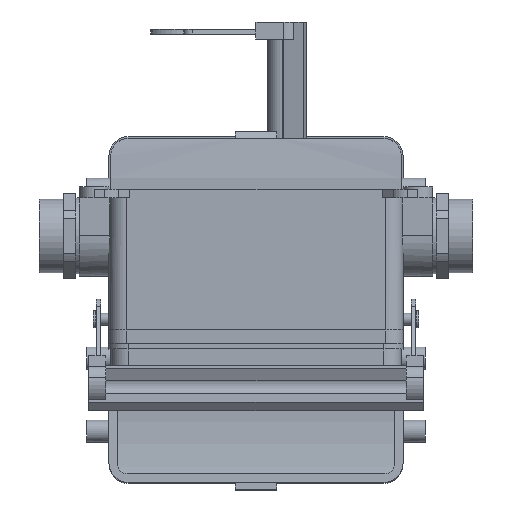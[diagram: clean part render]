
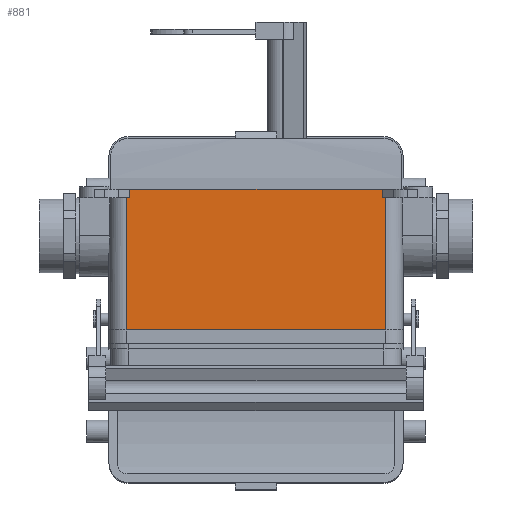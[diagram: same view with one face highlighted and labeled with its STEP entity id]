
A CAD part, top view. The second image highlights one B-rep face of the part: STEP entity #881.
In plain terms, the highlighted planar face has unit normal (0, 0, 1).
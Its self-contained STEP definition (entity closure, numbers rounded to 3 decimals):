
#881 = ADVANCED_FACE( '', ( #1827 ), #1828, .F. );
#1827 = FACE_OUTER_BOUND( '', #2782, .T. );
#1828 = PLANE( '', #2783 );
#2782 = EDGE_LOOP( '', ( #5287, #5288, #5289, #5290, #5291, #5292, #5293, #5294 ) );
#2783 = AXIS2_PLACEMENT_3D( '', #5295, #5296, #5297 );
#5287 = ORIENTED_EDGE( '', *, *, #6102, .T. );
#5288 = ORIENTED_EDGE( '', *, *, #5444, .F. );
#5289 = ORIENTED_EDGE( '', *, *, #6125, .T. );
#5290 = ORIENTED_EDGE( '', *, *, #6382, .T. );
#5291 = ORIENTED_EDGE( '', *, *, #5792, .F. );
#5292 = ORIENTED_EDGE( '', *, *, #6045, .F. );
#5293 = ORIENTED_EDGE( '', *, *, #6073, .T. );
#5294 = ORIENTED_EDGE( '', *, *, #6182, .T. );
#5295 = CARTESIAN_POINT( '', ( 0., -3.5, 21.5 ) );
#5296 = DIRECTION( '', ( 0., 0., -1. ) );
#5297 = DIRECTION( '', ( -1., 0., 0. ) );
#5444 = EDGE_CURVE( '', #6467, #6462, #6469, .T. );
#5792 = EDGE_CURVE( '', #7073, #7075, #7076, .T. );
#6045 = EDGE_CURVE( '', #7460, #7073, #7462, .T. );
#6073 = EDGE_CURVE( '', #7460, #7500, #7502, .T. );
#6102 = EDGE_CURVE( '', #7545, #6462, #7546, .T. );
#6125 = EDGE_CURVE( '', #6467, #7577, #7579, .T. );
#6182 = EDGE_CURVE( '', #7500, #7545, #7653, .T. );
#6382 = EDGE_CURVE( '', #7577, #7075, #7873, .T. );
#6462 = VERTEX_POINT( '', #7962 );
#6467 = VERTEX_POINT( '', #7969 );
#6469 = LINE( '', #7972, #7973 );
#7073 = VERTEX_POINT( '', #8859 );
#7075 = VERTEX_POINT( '', #8861 );
#7076 = LINE( '', #8862, #8863 );
#7460 = VERTEX_POINT( '', #9496 );
#7462 = LINE( '', #9498, #9499 );
#7500 = VERTEX_POINT( '', #9549 );
#7502 = LINE( '', #9552, #9553 );
#7545 = VERTEX_POINT( '', #9625 );
#7546 = LINE( '', #9626, #9627 );
#7577 = VERTEX_POINT( '', #9696 );
#7579 = LINE( '', #9698, #9699 );
#7653 = LINE( '', #9803, #9804 );
#7873 = LINE( '', #10171, #10172 );
#7962 = CARTESIAN_POINT( '', ( -51.486, 0., 21.5 ) );
#7969 = CARTESIAN_POINT( '', ( -51.486, -3.5, 21.5 ) );
#7972 = CARTESIAN_POINT( '', ( -51.486, -3.5, 21.5 ) );
#7973 = VECTOR( '', #10253, 1000. );
#8859 = CARTESIAN_POINT( '', ( 53., -57.4, 21.5 ) );
#8861 = CARTESIAN_POINT( '', ( -53., -57.4, 21.5 ) );
#8862 = CARTESIAN_POINT( '', ( -53., -57.4, 21.5 ) );
#8863 = VECTOR( '', #10698, 1000. );
#9496 = CARTESIAN_POINT( '', ( 53., -3.5, 21.5 ) );
#9498 = CARTESIAN_POINT( '', ( 53., 108.116, 21.5 ) );
#9499 = VECTOR( '', #11023, 1000. );
#9549 = CARTESIAN_POINT( '', ( 51.486, -3.5, 21.5 ) );
#9552 = CARTESIAN_POINT( '', ( -61.8, -3.5, 21.5 ) );
#9553 = VECTOR( '', #11058, 1000. );
#9625 = CARTESIAN_POINT( '', ( 51.486, 0., 21.5 ) );
#9626 = CARTESIAN_POINT( '', ( 0., 0., 21.5 ) );
#9627 = VECTOR( '', #11104, 1000. );
#9696 = CARTESIAN_POINT( '', ( -53., -3.5, 21.5 ) );
#9698 = CARTESIAN_POINT( '', ( -61.8, -3.5, 21.5 ) );
#9699 = VECTOR( '', #11129, 1000. );
#9803 = CARTESIAN_POINT( '', ( 51.486, -3.5, 21.5 ) );
#9804 = VECTOR( '', #11189, 1000. );
#10171 = CARTESIAN_POINT( '', ( -53., 108.116, 21.5 ) );
#10172 = VECTOR( '', #11326, 1000. );
#10253 = DIRECTION( '', ( 0., 1., 0. ) );
#10698 = DIRECTION( '', ( -1., 0., 0. ) );
#11023 = DIRECTION( '', ( 0., -1., 0. ) );
#11058 = DIRECTION( '', ( -1., 0., 0. ) );
#11104 = DIRECTION( '', ( -1., 0., 0. ) );
#11129 = DIRECTION( '', ( -1., 0., 0. ) );
#11189 = DIRECTION( '', ( 0., 1., 0. ) );
#11326 = DIRECTION( '', ( 0., -1., 0. ) );
